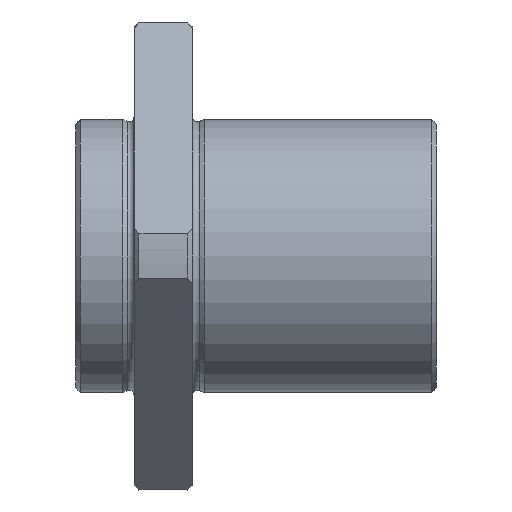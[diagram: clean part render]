
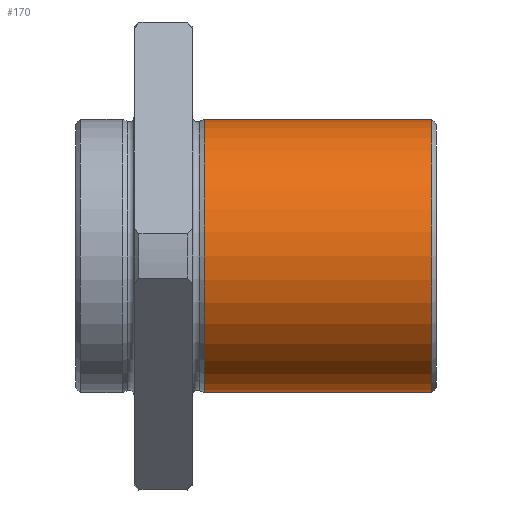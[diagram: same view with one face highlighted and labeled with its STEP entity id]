
A CAD part, front view. The second image highlights one B-rep face of the part: STEP entity #170.
In plain terms, the highlighted cylindrical face has radius 14 mm (diameter 28 mm), a full revolution.
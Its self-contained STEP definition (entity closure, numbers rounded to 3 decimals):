
#170 = ADVANCED_FACE( '', ( #359, #360 ), #361, .T. );
#359 = FACE_OUTER_BOUND( '', #537, .T. );
#360 = FACE_OUTER_BOUND( '', #538, .T. );
#361 = CYLINDRICAL_SURFACE( '', #539, 14. );
#537 = EDGE_LOOP( '', ( #861 ) );
#538 = EDGE_LOOP( '', ( #862 ) );
#539 = AXIS2_PLACEMENT_3D( '', #863, #864, #865 );
#861 = ORIENTED_EDGE( '', *, *, #968, .T. );
#862 = ORIENTED_EDGE( '', *, *, #880, .F. );
#863 = CARTESIAN_POINT( '', ( 37., 0., 0. ) );
#864 = DIRECTION( '', ( -1., 0., 0. ) );
#865 = DIRECTION( '', ( 0., 0., -1. ) );
#880 = EDGE_CURVE( '', #1001, #1001, #1002, .T. );
#968 = EDGE_CURVE( '', #1141, #1141, #1142, .T. );
#1001 = VERTEX_POINT( '', #1184 );
#1002 = CIRCLE( '', #1185, 14. );
#1141 = VERTEX_POINT( '', #1371 );
#1142 = CIRCLE( '', #1372, 14. );
#1184 = CARTESIAN_POINT( '', ( 36.5, 0., -14. ) );
#1185 = AXIS2_PLACEMENT_3D( '', #1430, #1431, #1432 );
#1371 = CARTESIAN_POINT( '', ( 13.2, 0., -14. ) );
#1372 = AXIS2_PLACEMENT_3D( '', #1555, #1556, #1557 );
#1430 = CARTESIAN_POINT( '', ( 36.5, 0., 0. ) );
#1431 = DIRECTION( '', ( 1., 0., 0. ) );
#1432 = DIRECTION( '', ( 0., 0., -1. ) );
#1555 = CARTESIAN_POINT( '', ( 13.2, 0., 0. ) );
#1556 = DIRECTION( '', ( 1., 0., 0. ) );
#1557 = DIRECTION( '', ( 0., 0., -1. ) );
